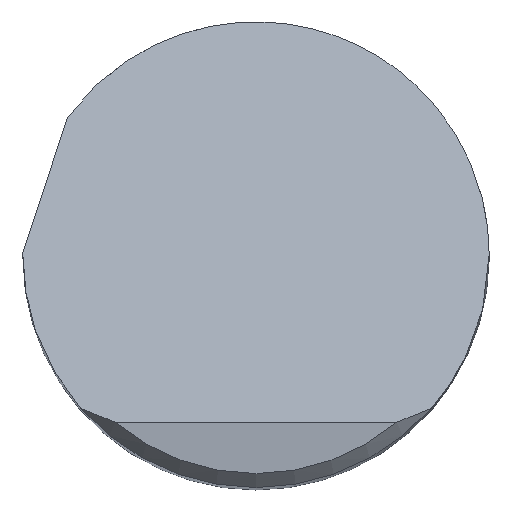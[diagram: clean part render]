
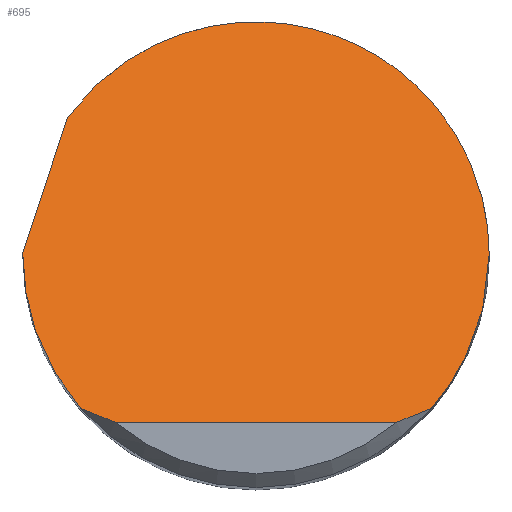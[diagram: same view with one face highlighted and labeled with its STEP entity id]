
A CAD part, top view. The second image highlights one B-rep face of the part: STEP entity #695.
In plain terms, the highlighted planar face has unit normal (0, 0.707, 0.707).
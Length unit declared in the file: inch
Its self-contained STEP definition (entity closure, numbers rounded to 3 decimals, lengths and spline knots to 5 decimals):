
#4 = CARTESIAN_POINT ( 'NONE',  ( -0.25, 0.00067, 2.81933 ) ) ;
#10 = LINE ( 'NONE', #276, #551 ) ;
#69 = VERTEX_POINT ( 'NONE', #650 ) ;
#74 = CARTESIAN_POINT ( 'NONE',  ( -0.22834, -0.11887, 2.93887 ) ) ;
#82 = CARTESIAN_POINT ( 'NONE',  ( -0.18782, -0.165, 2.985 ) ) ;
#89 = CARTESIAN_POINT ( 'NONE',  ( 0.25, 0.29348, 2.52652 ) ) ;
#101 = DIRECTION ( 'NONE',  ( 0., 0.707, -0.707 ) ) ;
#102 = CARTESIAN_POINT ( 'NONE',  ( -0.24999, 0.002, 2.818 ) ) ;
#105 = EDGE_CURVE ( 'NONE', #221, #743, #402, .T. ) ;
#123 = EDGE_CURVE ( 'NONE', #319, #246, #10, .T. ) ;
#124 = LINE ( 'NONE', #652, #621 ) ;
#127 = CARTESIAN_POINT ( 'NONE',  ( 0.17589, -0.1704, 2.9904 ) ) ;
#132 = CARTESIAN_POINT ( 'NONE',  ( 0.15108, -0.18, 3. ) ) ;
#151 = CARTESIAN_POINT ( 'NONE',  ( -0.20198, 0.14732, 2.67268 ) ) ;
#163 = ORIENTED_EDGE ( 'NONE', *, *, #454, .F. ) ;
#169 = CARTESIAN_POINT ( 'NONE',  ( 0.25, -0.06141, 2.88141 ) ) ;
#191 = CARTESIAN_POINT ( 'NONE',  ( 0.15108, -0.18, 3. ) ) ;
#193 = EDGE_LOOP ( 'NONE', ( #234, #291, #295, #163, #441, #715, #392, #740 ) ) ;
#199 = CARTESIAN_POINT ( 'NONE',  ( -0.24999, 0.002, 2.818 ) ) ;
#206 = CARTESIAN_POINT ( 'NONE',  ( -0.15108, -0.18, 3. ) ) ;
#208 = EDGE_CURVE ( 'NONE', #221, #299, #342, .T. ) ;
#221 = VERTEX_POINT ( 'NONE', #338 ) ;
#234 = ORIENTED_EDGE ( 'NONE', *, *, #396, .T. ) ;
#246 = VERTEX_POINT ( 'NONE', #602 ) ;
#276 = CARTESIAN_POINT ( 'NONE',  ( -0.30701, -0.17058, 2.99058 ) ) ;
#283 = CARTESIAN_POINT ( 'NONE',  ( -0.15108, -0.18, 3. ) ) ;
#291 = ORIENTED_EDGE ( 'NONE', *, *, #736, .T. ) ;
#295 = ORIENTED_EDGE ( 'NONE', *, *, #592, .F. ) ;
#299 = VERTEX_POINT ( 'NONE', #358 ) ;
#300 = PLANE ( 'NONE',  #349 ) ;
#319 = VERTEX_POINT ( 'NONE', #102 ) ;
#324 = B_SPLINE_CURVE_WITH_KNOTS ( 'NONE', 3,
 ( #191, #588, #127, #741 ),
 .UNSPECIFIED., .F., .F.,
 ( 4, 4 ),
 ( 0., 0.00108 ),
 .UNSPECIFIED. ) ;
#333 = CARTESIAN_POINT ( 'NONE',  ( -0.18782, -0.165, 2.985 ) ) ;
#338 = CARTESIAN_POINT ( 'NONE',  ( -0.18782, -0.165, 2.985 ) ) ;
#342 =( BOUNDED_CURVE ( )  B_SPLINE_CURVE ( 3, ( #333, #74, #811, #475 ),
 .UNSPECIFIED., .F., .T. ) 
 B_SPLINE_CURVE_WITH_KNOTS ( ( 4, 4 ),
 ( 3.99157, 4.71239 ),
 .UNSPECIFIED. ) 
 CURVE ( )  GEOMETRIC_REPRESENTATION_ITEM ( )  RATIONAL_B_SPLINE_CURVE ( ( 1., 0.957, 0.957, 1. ) ) 
 REPRESENTATION_ITEM ( '' )  );
#349 = AXIS2_PLACEMENT_3D ( 'NONE', #438, #701, #101 ) ;
#358 = CARTESIAN_POINT ( 'NONE',  ( -0.25, 0., 2.82 ) ) ;
#392 = ORIENTED_EDGE ( 'NONE', *, *, #208, .F. ) ;
#396 = EDGE_CURVE ( 'NONE', #743, #746, #124, .T. ) ;
#402 = B_SPLINE_CURVE_WITH_KNOTS ( 'NONE', 3,
 ( #82, #672, #618, #283 ),
 .UNSPECIFIED., .F., .F.,
 ( 4, 4 ),
 ( 0., 0.00108 ),
 .UNSPECIFIED. ) ;
#410 =( BOUNDED_CURVE ( )  B_SPLINE_CURVE ( 3, ( #651, #4, #726, #199 ),
 .UNSPECIFIED., .F., .F. ) 
 B_SPLINE_CURVE_WITH_KNOTS ( ( 4, 4 ),
 ( 4.71239, 4.72039 ),
 .UNSPECIFIED. ) 
 CURVE ( )  GEOMETRIC_REPRESENTATION_ITEM ( )  RATIONAL_B_SPLINE_CURVE ( ( 1., 1., 1., 1. ) ) 
 REPRESENTATION_ITEM ( '' )  );
#438 = CARTESIAN_POINT ( 'NONE',  ( -0.25, -0.18, 3. ) ) ;
#441 = ORIENTED_EDGE ( 'NONE', *, *, #123, .F. ) ;
#453 = CARTESIAN_POINT ( 'NONE',  ( 0.25, 0., 2.82 ) ) ;
#454 = EDGE_CURVE ( 'NONE', #246, #69, #627, .T. ) ;
#475 = CARTESIAN_POINT ( 'NONE',  ( -0.25, 0., 2.82 ) ) ;
#496 = CARTESIAN_POINT ( 'NONE',  ( 0.18782, -0.165, 2.985 ) ) ;
#515 = CARTESIAN_POINT ( 'NONE',  ( 0.18782, -0.165, 2.985 ) ) ;
#518 = DIRECTION ( 'NONE',  ( 1., 0., 0. ) ) ;
#533 = CARTESIAN_POINT ( 'NONE',  ( -0.02903, 0.38443, 2.43557 ) ) ;
#537 = DIRECTION ( 'NONE',  ( 0.227, 0.689, -0.689 ) ) ;
#551 = VECTOR ( 'NONE', #537, 39.37008 ) ;
#570 = CARTESIAN_POINT ( 'NONE',  ( 0.22834, -0.11887, 2.93887 ) ) ;
#588 = CARTESIAN_POINT ( 'NONE',  ( 0.16367, -0.17542, 2.99542 ) ) ;
#592 = EDGE_CURVE ( 'NONE', #69, #821, #738, .T. ) ;
#602 = CARTESIAN_POINT ( 'NONE',  ( -0.20198, 0.14732, 2.67268 ) ) ;
#618 = CARTESIAN_POINT ( 'NONE',  ( -0.16367, -0.17542, 2.99542 ) ) ;
#621 = VECTOR ( 'NONE', #518, 39.37008 ) ;
#627 =( BOUNDED_CURVE ( )  B_SPLINE_CURVE ( 3, ( #151, #533, #89, #800 ),
 .UNSPECIFIED., .F., .F. ) 
 B_SPLINE_CURVE_WITH_KNOTS ( ( 4, 4 ),
 ( 5.34257, 7.85398 ),
 .UNSPECIFIED. ) 
 CURVE ( )  GEOMETRIC_REPRESENTATION_ITEM ( )  RATIONAL_B_SPLINE_CURVE ( ( 1., 0.54, 0.54, 1. ) ) 
 REPRESENTATION_ITEM ( '' )  );
#650 = CARTESIAN_POINT ( 'NONE',  ( 0.25, 0., 2.82 ) ) ;
#651 = CARTESIAN_POINT ( 'NONE',  ( -0.25, 0., 2.82 ) ) ;
#652 = CARTESIAN_POINT ( 'NONE',  ( 0., -0.18, 3. ) ) ;
#672 = CARTESIAN_POINT ( 'NONE',  ( -0.17589, -0.1704, 2.9904 ) ) ;
#695 = ADVANCED_FACE ( 'NONE', ( #768 ), #300, .F. ) ;
#701 = DIRECTION ( 'NONE',  ( 0., -0.707, -0.707 ) ) ;
#715 = ORIENTED_EDGE ( 'NONE', *, *, #778, .F. ) ;
#726 = CARTESIAN_POINT ( 'NONE',  ( -0.25, 0.00133, 2.81867 ) ) ;
#736 = EDGE_CURVE ( 'NONE', #746, #821, #324, .T. ) ;
#738 =( BOUNDED_CURVE ( )  B_SPLINE_CURVE ( 3, ( #453, #169, #570, #515 ),
 .UNSPECIFIED., .F., .F. ) 
 B_SPLINE_CURVE_WITH_KNOTS ( ( 4, 4 ),
 ( 1.5708, 2.29162 ),
 .UNSPECIFIED. ) 
 CURVE ( )  GEOMETRIC_REPRESENTATION_ITEM ( )  RATIONAL_B_SPLINE_CURVE ( ( 1., 0.957, 0.957, 1. ) ) 
 REPRESENTATION_ITEM ( '' )  );
#740 = ORIENTED_EDGE ( 'NONE', *, *, #105, .T. ) ;
#741 = CARTESIAN_POINT ( 'NONE',  ( 0.18782, -0.165, 2.985 ) ) ;
#743 = VERTEX_POINT ( 'NONE', #206 ) ;
#746 = VERTEX_POINT ( 'NONE', #132 ) ;
#768 = FACE_OUTER_BOUND ( 'NONE', #193, .T. ) ;
#778 = EDGE_CURVE ( 'NONE', #299, #319, #410, .T. ) ;
#800 = CARTESIAN_POINT ( 'NONE',  ( 0.25, 0., 2.82 ) ) ;
#811 = CARTESIAN_POINT ( 'NONE',  ( -0.25, -0.06141, 2.88141 ) ) ;
#821 = VERTEX_POINT ( 'NONE', #496 ) ;
